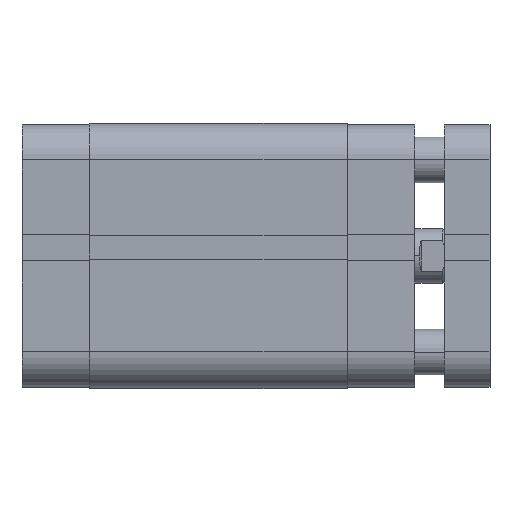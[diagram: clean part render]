
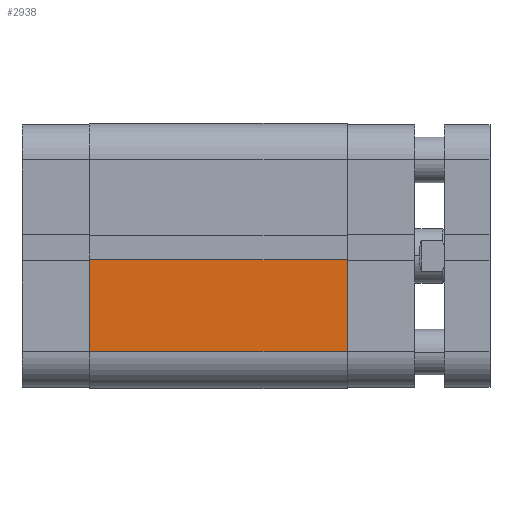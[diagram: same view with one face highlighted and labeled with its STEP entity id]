
A CAD part, top view. The second image highlights one B-rep face of the part: STEP entity #2938.
In plain terms, the highlighted face is planar.
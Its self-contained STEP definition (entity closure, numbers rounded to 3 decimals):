
#571 = ORIENTED_EDGE ( 'NONE', *, *, #1902, .T. ) ;
#572 = ORIENTED_EDGE ( 'NONE', *, *, #1898, .T. ) ;
#573 = ORIENTED_EDGE ( 'NONE', *, *, #1905, .F. ) ;
#574 = ORIENTED_EDGE ( 'NONE', *, *, #1906, .F. ) ;
#1898 = EDGE_CURVE ( 'NONE', #6775, #7044, #7830, .T. ) ;
#1902 = EDGE_CURVE ( 'NONE', #7044, #7054, #7827, .T. ) ;
#1905 = EDGE_CURVE ( 'NONE', #6775, #6767, #7837, .T. ) ;
#1906 = EDGE_CURVE ( 'NONE', #6767, #7054, #7833, .T. ) ;
#2648 = AXIS2_PLACEMENT_3D ( 'NONE', #3892, #3895, #3896 ) ;
#2938 = ADVANCED_FACE ( 'NONE', ( #4722 ), #3893, .T. ) ;
#3892 = CARTESIAN_POINT ( 'NONE',  ( 29., -63.941, 56.5 ) ) ;
#3893 = PLANE ( 'NONE',  #2648 ) ;
#3895 = DIRECTION ( 'NONE',  ( 1., 0., 0. ) ) ;
#3896 = DIRECTION ( 'NONE',  ( 0., 1., 0. ) ) ;
#4155 = CARTESIAN_POINT ( 'NONE',  ( 29., 21., 0. ) ) ;
#4163 = CARTESIAN_POINT ( 'NONE',  ( 29., 21., 56.5 ) ) ;
#4722 = FACE_OUTER_BOUND ( 'NONE', #7924, .T. ) ;
#4946 = CARTESIAN_POINT ( 'NONE',  ( 29., 0.85, 56.5 ) ) ;
#4956 = CARTESIAN_POINT ( 'NONE',  ( 29., 0.85, 0. ) ) ;
#6045 = CARTESIAN_POINT ( 'NONE',  ( 29., 21., 56.5 ) ) ;
#6046 = CARTESIAN_POINT ( 'NONE',  ( 29., -63.941, 56.5 ) ) ;
#6047 = DIRECTION ( 'NONE',  ( 0., -1., 0. ) ) ;
#6054 = CARTESIAN_POINT ( 'NONE',  ( 29., 0.85, 56.5 ) ) ;
#6055 = DIRECTION ( 'NONE',  ( 0., 0., -1. ) ) ;
#6060 = CARTESIAN_POINT ( 'NONE',  ( 29., -63.941, 0. ) ) ;
#6062 = DIRECTION ( 'NONE',  ( 0., 0., -1. ) ) ;
#6064 = DIRECTION ( 'NONE',  ( 0., -1., 0. ) ) ;
#6767 = VERTEX_POINT ( 'NONE', #4155 ) ;
#6775 = VERTEX_POINT ( 'NONE', #4163 ) ;
#7044 = VERTEX_POINT ( 'NONE', #4946 ) ;
#7054 = VERTEX_POINT ( 'NONE', #4956 ) ;
#7821 = VECTOR ( 'NONE', #6055, 1000. ) ;
#7827 = LINE ( 'NONE', #6054, #7821 ) ;
#7830 = LINE ( 'NONE', #6046, #7831 ) ;
#7831 = VECTOR ( 'NONE', #6047, 1000. ) ;
#7833 = LINE ( 'NONE', #6060, #7846 ) ;
#7837 = LINE ( 'NONE', #6045, #7844 ) ;
#7844 = VECTOR ( 'NONE', #6062, 1000. ) ;
#7846 = VECTOR ( 'NONE', #6064, 1000. ) ;
#7924 = EDGE_LOOP ( 'NONE', ( #574, #573, #572, #571 ) ) ;
